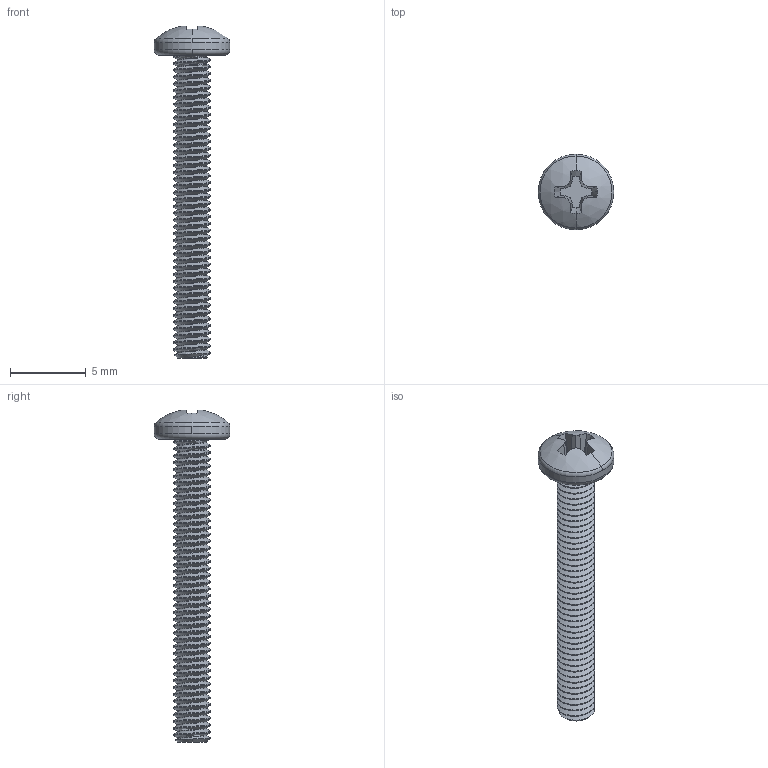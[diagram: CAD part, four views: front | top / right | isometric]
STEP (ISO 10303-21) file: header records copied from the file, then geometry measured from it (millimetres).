
FILE_DESCRIPTION (( 'STEP AP203' ), '1' );
FILE_NAME ('92005A077.step', '2012-05-23T15:20:10', ( 'Admin' ), ( 'Microsoft' ), 'SwSTEP 2.0', 'SolidWorks 2012', '' );
FILE_SCHEMA (( 'CONFIG_CONTROL_DESIGN' ));
Length unit declared in the file: millimetre
Products named in the file (1): 92005A077
Bounding box: 5 x 5 x 21.93 mm (x, y, z)
Volume: 101.8 mm3; surface area: 308.5 mm2
Topology: 1 solids, 1 shells, 262 faces, 772 edges, 513 vertices
Faces by surface type: cylinder 225, plane 19, cone 9, torus 4, bspline 3, sphere 2
Entity records: 12272 total; most frequent: CARTESIAN_POINT 6532, ORIENTED_EDGE 1544, DIRECTION 886, EDGE_CURVE 772, VERTEX_POINT 513, AXIS2_PLACEMENT_3D 315, EDGE_LOOP 263, FACE_OUTER_BOUND 262
